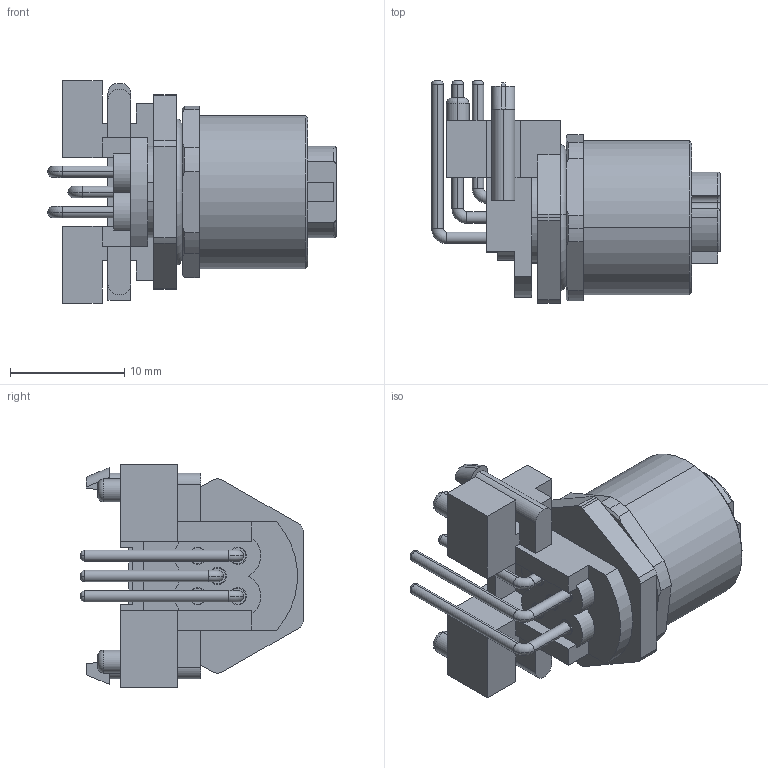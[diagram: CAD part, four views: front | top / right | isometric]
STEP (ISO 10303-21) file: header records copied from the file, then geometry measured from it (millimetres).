
FILE_DESCRIPTION (( 'STEP AP203' ), '1' );
FILE_NAME ('54-00386_revA.STEP', '2024-09-10T21:30:42', ( '' ), ( '' ), 'SwSTEP 2.0', 'SolidWorks 2021', '' );
FILE_SCHEMA (( 'CONFIG_CONTROL_DESIGN' ));
Length unit declared in the file: millimetre
Products named in the file (11): 54-00386-09; 54-00386-07; 54-00386-04___; 54-00386-11; 54-00386-01; 54-00386-03___; 54-00386-05___; 54-00386_revA; 54-00386-08; 54-00386-06___; 54-00386-02___
Assembly tree (12 placements, depth 2):
  54-00386_revA
    54-00386-01
    54-00386-02___
    54-00386-03___
    54-00386-04___
    54-00386-05___
    54-00386-06___
    54-00386-07  x2
    54-00386-08  x2
    54-00386-09
    54-00386-11
Bounding box: 25.27 x 19.5 x 19.5 mm (x, y, z)
Volume: 2738.6 mm3; surface area: 5481.1 mm2
Topology: 12 solids, 12 shells, 547 faces, 1366 edges, 865 vertices
Faces by surface type: plane 229, cylinder 210, cone 53, torus 51, bspline 4
Entity records: 17078 total; most frequent: CARTESIAN_POINT 4800, DIRECTION 2388, ORIENTED_EDGE 2296, EDGE_CURVE 1148, AXIS2_PLACEMENT_3D 888, VERTEX_POINT 733, VECTOR 612, LINE 612
